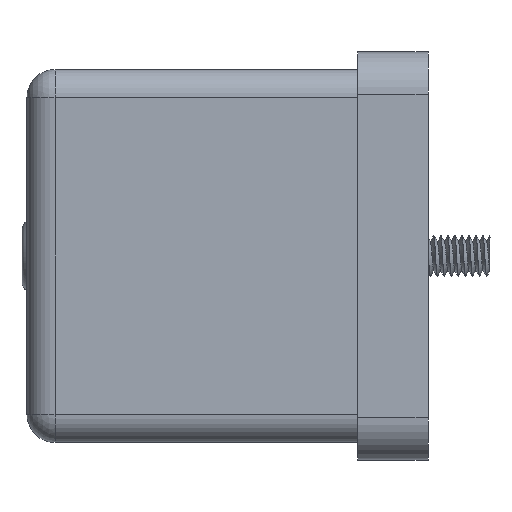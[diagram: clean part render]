
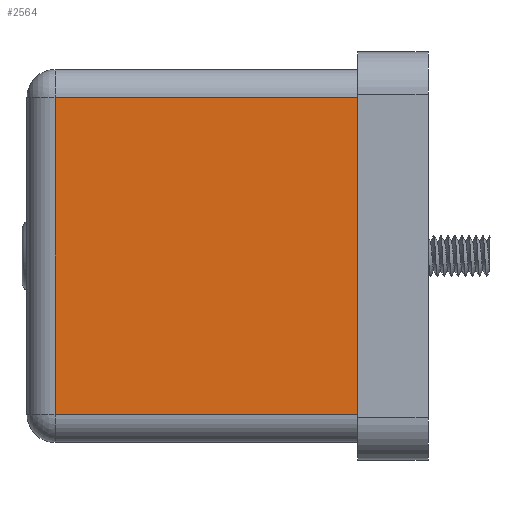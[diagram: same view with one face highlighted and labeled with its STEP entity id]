
A CAD part, left-side view. The second image highlights one B-rep face of the part: STEP entity #2564.
In plain terms, the highlighted planar face has unit normal (-1, 0, 0).
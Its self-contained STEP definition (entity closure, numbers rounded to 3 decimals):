
#1043 = ORIENTED_EDGE ( 'NONE', *, *, #21535, .F. ) ;
#1525 = CARTESIAN_POINT ( 'NONE',  ( -13.25, 27., 11.7 ) ) ;
#2475 = VECTOR ( 'NONE', #16159, 1000. ) ;
#2564 = ADVANCED_FACE ( 'NONE', ( #7703 ), #24897, .F. ) ;
#3095 = VECTOR ( 'NONE', #21488, 1000. ) ;
#3604 = VECTOR ( 'NONE', #14648, 1000. ) ;
#3665 = LINE ( 'NONE', #1525, #2475 ) ;
#3815 = EDGE_CURVE ( 'NONE', #38790, #44625, #12899, .T. ) ;
#5200 = CARTESIAN_POINT ( 'NONE',  ( -13.25, 27., -11.25 ) ) ;
#7703 = FACE_OUTER_BOUND ( 'NONE', #40911, .T. ) ;
#8132 = CARTESIAN_POINT ( 'NONE',  ( -13.25, 5., 11.7 ) ) ;
#8414 = ORIENTED_EDGE ( 'NONE', *, *, #3815, .F. ) ;
#12168 = CARTESIAN_POINT ( 'NONE',  ( -13.25, 5., -11.25 ) ) ;
#12899 = LINE ( 'NONE', #22641, #3095 ) ;
#13376 = LINE ( 'NONE', #25472, #3604 ) ;
#14648 = DIRECTION ( 'NONE',  ( 0., 1., 0. ) ) ;
#15392 = VECTOR ( 'NONE', #29994, 1000. ) ;
#16159 = DIRECTION ( 'NONE',  ( 0., 0., 1. ) ) ;
#17380 = CARTESIAN_POINT ( 'NONE',  ( -13.25, 5., 11.25 ) ) ;
#20876 = DIRECTION ( 'NONE',  ( 0., 0., -1. ) ) ;
#21488 = DIRECTION ( 'NONE',  ( 0., -1., 0. ) ) ;
#21535 = EDGE_CURVE ( 'NONE', #41087, #38790, #3665, .T. ) ;
#22641 = CARTESIAN_POINT ( 'NONE',  ( -13.25, 4.56, 11.25 ) ) ;
#24240 = ORIENTED_EDGE ( 'NONE', *, *, #41980, .F. ) ;
#24897 = PLANE ( 'NONE',  #27665 ) ;
#25092 = LINE ( 'NONE', #8132, #15392 ) ;
#25472 = CARTESIAN_POINT ( 'NONE',  ( -13.25, 4.56, -11.25 ) ) ;
#27665 = AXIS2_PLACEMENT_3D ( 'NONE', #41983, #28377, #20876 ) ;
#28377 = DIRECTION ( 'NONE',  ( 1., 0., 0. ) ) ;
#28850 = EDGE_CURVE ( 'NONE', #40950, #41087, #13376, .T. ) ;
#29994 = DIRECTION ( 'NONE',  ( 0., 0., -1. ) ) ;
#38749 = ORIENTED_EDGE ( 'NONE', *, *, #28850, .F. ) ;
#38790 = VERTEX_POINT ( 'NONE', #41776 ) ;
#40911 = EDGE_LOOP ( 'NONE', ( #38749, #24240, #8414, #1043 ) ) ;
#40950 = VERTEX_POINT ( 'NONE', #12168 ) ;
#41087 = VERTEX_POINT ( 'NONE', #5200 ) ;
#41776 = CARTESIAN_POINT ( 'NONE',  ( -13.25, 27., 11.25 ) ) ;
#41980 = EDGE_CURVE ( 'NONE', #44625, #40950, #25092, .T. ) ;
#41983 = CARTESIAN_POINT ( 'NONE',  ( -13.25, 4.56, 11.7 ) ) ;
#44625 = VERTEX_POINT ( 'NONE', #17380 ) ;
